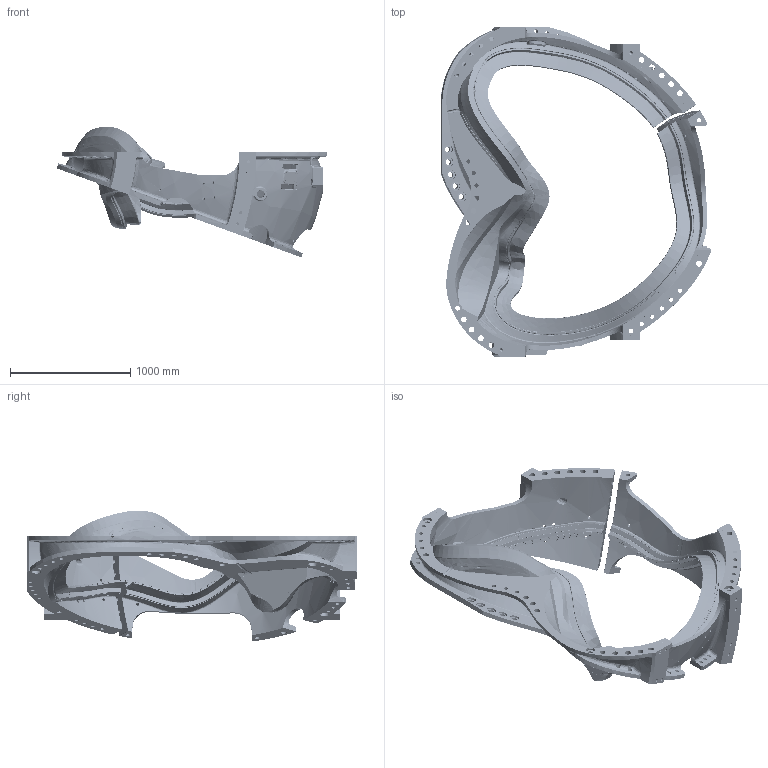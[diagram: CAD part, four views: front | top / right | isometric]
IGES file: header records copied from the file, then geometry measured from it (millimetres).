
Start section: HD
Global section: file name: 20071115.MC9; native system: MASTERCAM; preprocessor: 1; date: 080214.113852; units: inch
Bounding box: 2252.82 x 2753.37 x 1087.87 mm (x, y, z)
Surface area: 14640704.8 mm2 (no closed solid volume)
Topology: 0 solids, 0 shells, 1880 faces, 145900 edges, 172252 vertices
Faces by surface type: bspline 1880
